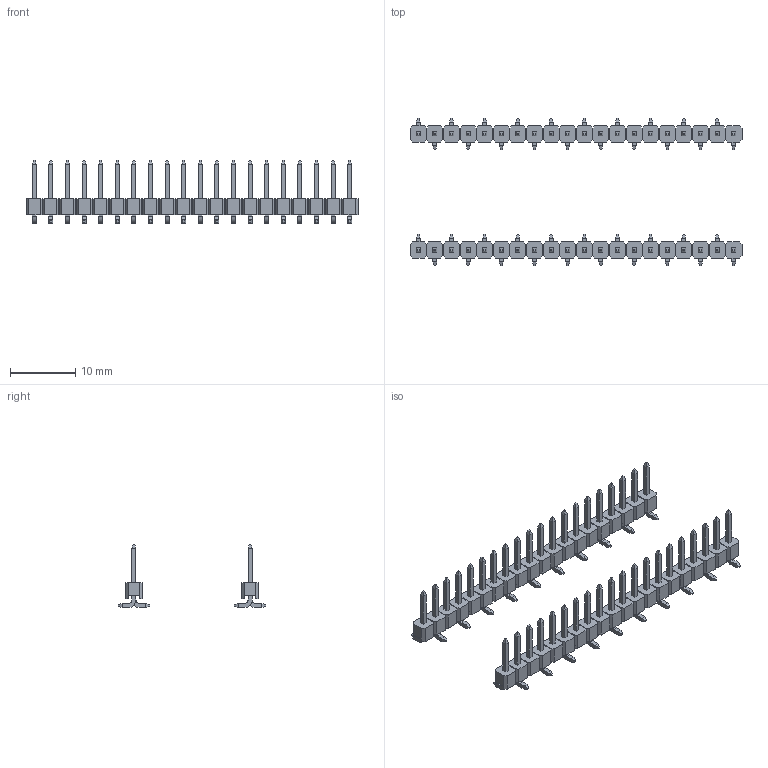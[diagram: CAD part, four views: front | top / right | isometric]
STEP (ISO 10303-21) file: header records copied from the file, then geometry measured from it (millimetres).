
FILE_DESCRIPTION(/* description */ (''),/* implementation_level */ '2;1');
FILE_NAME(/* name */ 'Pico_SMD_MaleHeaders.step',/* time_stamp */ '2024-03-28T15:02:04-06:00',/* author */ (''),/* organization */ (''),/* preprocessor_version */ 'ST-DEVELOPER v20',/* originating_system */ 'Autodesk Translation Framework v12.14.0.127',/* authorisation */ '');
FILE_SCHEMA (('AUTOMOTIVE_DESIGN { 1 0 10303 214 3 1 1 }'));
Length unit declared in the file: millimetre
Products named in the file (1): 878982026
Bounding box: 50.8 x 22.58 x 9.65 mm (x, y, z)
Volume: 658.6 mm3; surface area: 2090.3 mm2
Topology: 2 solids, 2 shells, 1516 faces, 3664 edges, 2232 vertices
Faces by surface type: plane 1436, cylinder 80
Entity records: 42604 total; most frequent: CARTESIAN_POINT 7413, ORIENTED_EDGE 7328, DIRECTION 6858, EDGE_CURVE 3664, LINE 3504, VECTOR 3504, VERTEX_POINT 2232, AXIS2_PLACEMENT_3D 1677
